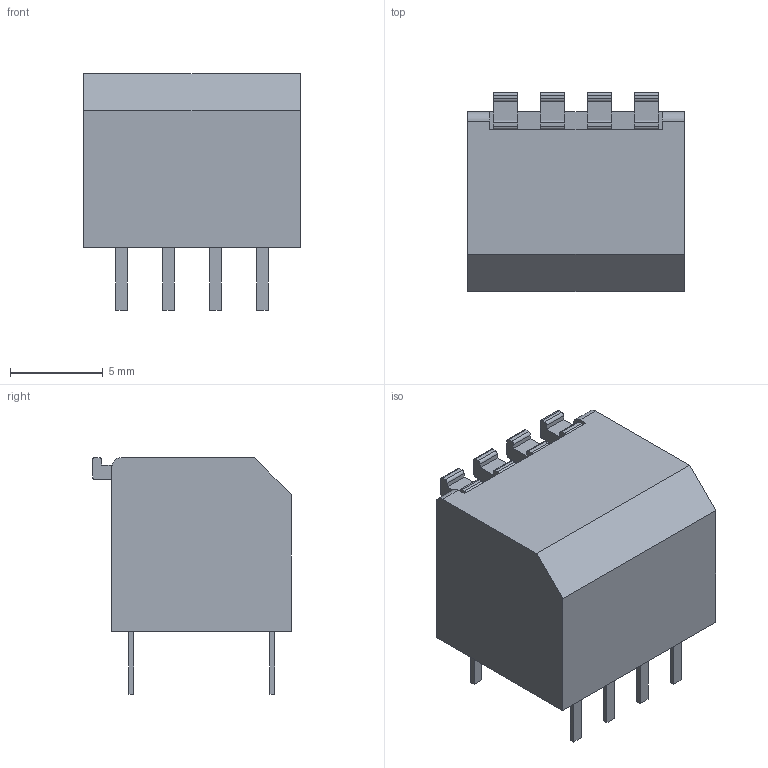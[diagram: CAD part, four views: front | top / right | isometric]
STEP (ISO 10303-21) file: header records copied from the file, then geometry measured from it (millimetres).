
FILE_DESCRIPTION(('FreeCAD Model'),'2;1');
FILE_NAME('Open CASCADE Shape Model','2024-10-19T17:48:36',( 'kicad StepUp'),('ksu MCAD'),'Open CASCADE STEP processor 7.7', 'FreeCAD','Unknown');
FILE_SCHEMA(('AUTOMOTIVE_DESIGN { 1 0 10303 214 1 1 1 1 }'));
Length unit declared in the file: millimetre
Products named in the file (1): Fusion001
Bounding box: 11.7 x 10.75 x 12.8 mm (x, y, z)
Volume: 996.9 mm3; surface area: 994.2 mm2
Topology: 1 solids, 1 shells, 145 faces, 393 edges, 262 vertices
Faces by surface type: plane 111, cylinder 34
Entity records: 4557 total; most frequent: CARTESIAN_POINT 801, ORIENTED_EDGE 786, DIRECTION 753, EDGE_CURVE 393, LINE 325, VECTOR 325, VERTEX_POINT 262, AXIS2_PLACEMENT_3D 214
